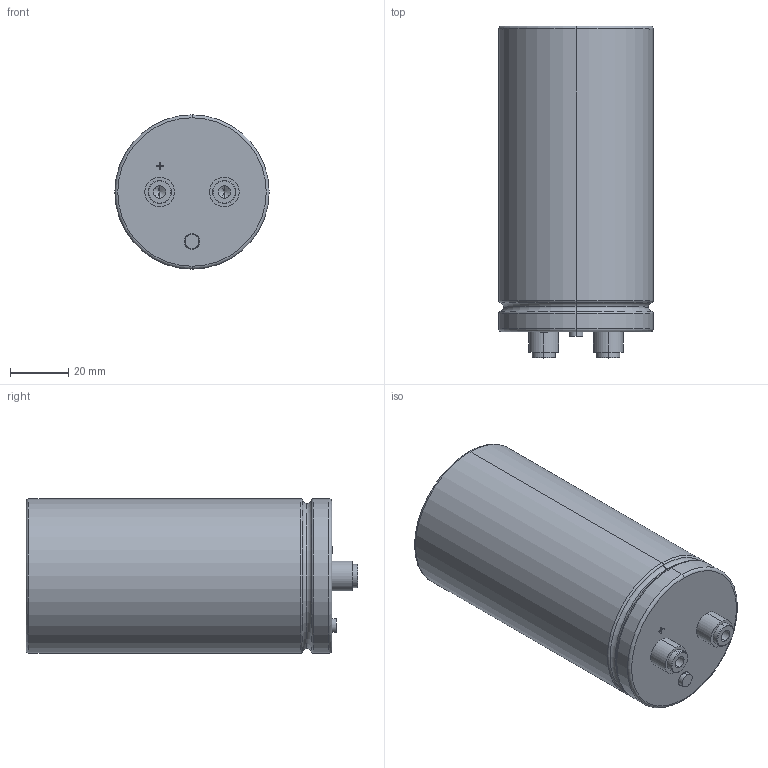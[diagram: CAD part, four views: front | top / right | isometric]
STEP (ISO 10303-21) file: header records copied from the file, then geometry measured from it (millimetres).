
FILE_DESCRIPTION (( 'STEP AP214' ), '1' );
FILE_NAME ('User Library-CAPACITOR EPCOS.STEP', '2020-03-03T09:52:52', ( '' ), ( '' ), 'SwSTEP 2.0', 'SolidWorks 2019', '' );
FILE_SCHEMA (( 'AUTOMOTIVE_DESIGN' ));
Length unit declared in the file: millimetre
Products named in the file (1): User Library-CAPACITOR EPCOS
Bounding box: 53 x 114 x 53 mm (x, y, z)
Volume: 231982.4 mm3; surface area: 22816.5 mm2
Topology: 1 solids, 1 shells, 63 faces, 138 edges, 82 vertices
Faces by surface type: plane 21, cylinder 20, torus 18, cone 4
Entity records: 2257 total; most frequent: DIRECTION 336, CARTESIAN_POINT 280, ORIENTED_EDGE 268, AXIS2_PLACEMENT_3D 138, EDGE_CURVE 134, VERTEX_POINT 82, CIRCLE 74, EDGE_LOOP 72
